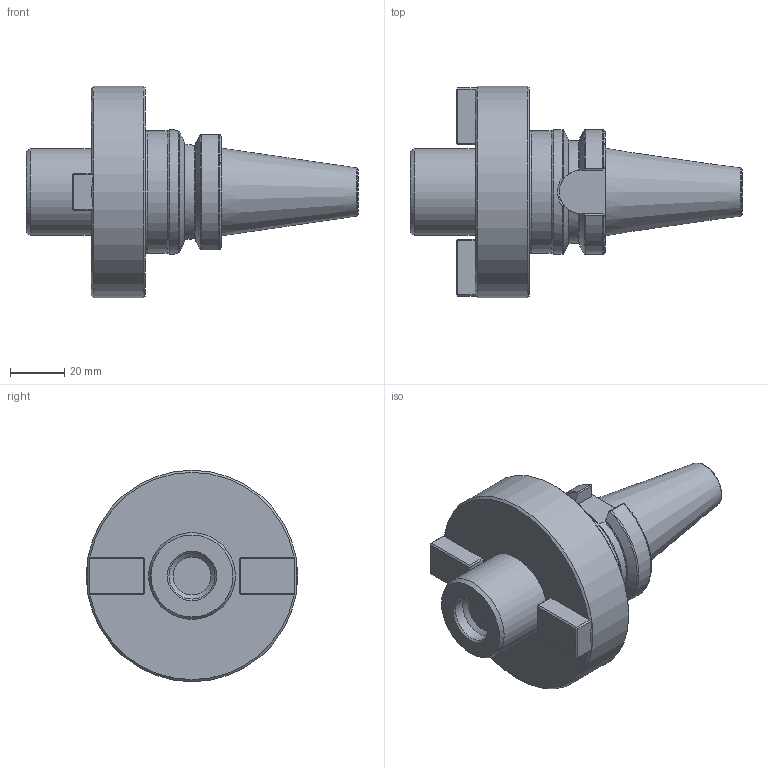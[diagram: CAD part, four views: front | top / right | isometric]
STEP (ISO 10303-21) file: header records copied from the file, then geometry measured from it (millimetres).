
FILE_DESCRIPTION(/* description */ (''),/* implementation_level */ '2;1');
FILE_NAME(/* name */ 'ABT30-FM-32-050.stp',/* time_stamp */ '2024-12-19T09:43:58+03:00',/* author */ (''),/* organization */ (''),/* preprocessor_version */ 'ST-DEVELOPER v19.4',/* originating_system */ 'SIEMENS PLM Software NX2306.3001',/* authorisation */ '');
FILE_SCHEMA (('AUTOMOTIVE_DESIGN { 1 0 10303 214 3 1 1 1 }'));
Length unit declared in the file: millimetre
Products named in the file (1): ABT30-FM-32-050-LIGHT_objects
Bounding box: 122.4 x 78 x 78 mm (x, y, z)
Volume: 182974.8 mm3; surface area: 25843.8 mm2
Topology: 1 solids, 1 shells, 103 faces, 253 edges, 157 vertices
Faces by surface type: plane 59, cone 16, torus 13, cylinder 13, bspline 2
Full cylindrical faces by diameter (mm): 4 x1, 10 x1, 17 x1, 32 x1, 45 x1, 46 x1, 78 x1
Entity records: 3197 total; most frequent: CARTESIAN_POINT 939, ORIENTED_EDGE 456, DIRECTION 422, EDGE_CURVE 228, AXIS2_PLACEMENT_3D 157, VERTEX_POINT 153, EDGE_LOOP 128, LINE 108
